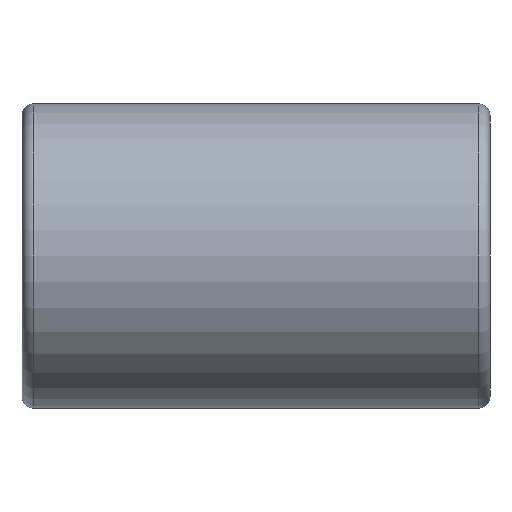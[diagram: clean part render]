
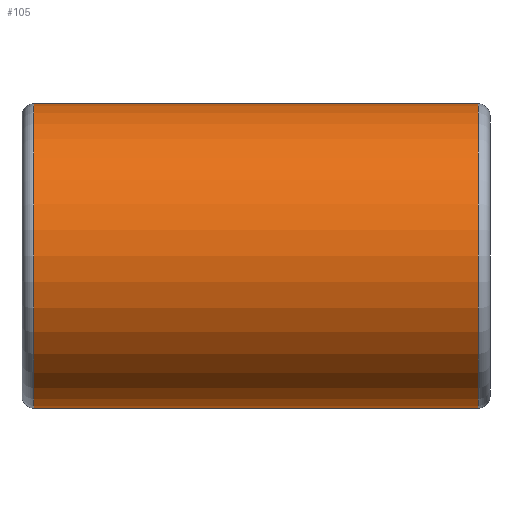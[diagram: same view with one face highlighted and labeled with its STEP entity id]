
A CAD part, left-side view. The second image highlights one B-rep face of the part: STEP entity #105.
In plain terms, the highlighted cylindrical face has radius 6.5 mm (diameter 13 mm), a partial arc.
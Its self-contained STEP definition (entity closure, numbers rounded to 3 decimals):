
#35 = EDGE_LOOP ( 'NONE', ( #336, #359, #270, #179 ) ) ;
#53 = VECTOR ( 'NONE', #232, 1000. ) ;
#56 = DIRECTION ( 'NONE',  ( 0., -1., 0. ) ) ;
#61 = EDGE_CURVE ( 'NONE', #225, #213, #387, .T. ) ;
#71 = CYLINDRICAL_SURFACE ( 'NONE', #163, 6.5 ) ;
#73 = CARTESIAN_POINT ( 'NONE',  ( 0., -9.5, -6.5 ) ) ;
#105 = ADVANCED_FACE ( 'NONE', ( #150 ), #71, .T. ) ;
#112 = AXIS2_PLACEMENT_3D ( 'NONE', #277, #245, #314 ) ;
#129 = CARTESIAN_POINT ( 'NONE',  ( 0., 10., 0. ) ) ;
#130 = EDGE_CURVE ( 'NONE', #246, #355, #378, .T. ) ;
#149 = CARTESIAN_POINT ( 'NONE',  ( 0., -9.5, 0. ) ) ;
#150 = FACE_OUTER_BOUND ( 'NONE', #35, .T. ) ;
#159 = CARTESIAN_POINT ( 'NONE',  ( 0., -9.5, 6.5 ) ) ;
#161 = VECTOR ( 'NONE', #56, 1000. ) ;
#163 = AXIS2_PLACEMENT_3D ( 'NONE', #129, #375, #345 ) ;
#179 = ORIENTED_EDGE ( 'NONE', *, *, #130, .T. ) ;
#185 = EDGE_CURVE ( 'NONE', #225, #355, #367, .T. ) ;
#193 = CARTESIAN_POINT ( 'NONE',  ( 0., 9.5, -6.5 ) ) ;
#213 = VERTEX_POINT ( 'NONE', #193 ) ;
#225 = VERTEX_POINT ( 'NONE', #320 ) ;
#232 = DIRECTION ( 'NONE',  ( 0., -1., 0. ) ) ;
#245 = DIRECTION ( 'NONE',  ( 0., -1., 0. ) ) ;
#246 = VERTEX_POINT ( 'NONE', #73 ) ;
#267 = CARTESIAN_POINT ( 'NONE',  ( 0., 10., -6.5 ) ) ;
#270 = ORIENTED_EDGE ( 'NONE', *, *, #379, .T. ) ;
#276 = CARTESIAN_POINT ( 'NONE',  ( 0., 10., 6.5 ) ) ;
#277 = CARTESIAN_POINT ( 'NONE',  ( 0., 9.5, 0. ) ) ;
#288 = AXIS2_PLACEMENT_3D ( 'NONE', #149, #349, #341 ) ;
#292 = LINE ( 'NONE', #267, #53 ) ;
#314 = DIRECTION ( 'NONE',  ( 0., 0., 1. ) ) ;
#320 = CARTESIAN_POINT ( 'NONE',  ( 0., 9.5, 6.5 ) ) ;
#336 = ORIENTED_EDGE ( 'NONE', *, *, #185, .F. ) ;
#341 = DIRECTION ( 'NONE',  ( 0., 0., 1. ) ) ;
#345 = DIRECTION ( 'NONE',  ( 0., 0., -1. ) ) ;
#349 = DIRECTION ( 'NONE',  ( 0., 1., 0. ) ) ;
#355 = VERTEX_POINT ( 'NONE', #159 ) ;
#359 = ORIENTED_EDGE ( 'NONE', *, *, #61, .T. ) ;
#367 = LINE ( 'NONE', #276, #161 ) ;
#375 = DIRECTION ( 'NONE',  ( 0., -1., 0. ) ) ;
#378 = CIRCLE ( 'NONE', #288, 6.5 ) ;
#379 = EDGE_CURVE ( 'NONE', #213, #246, #292, .T. ) ;
#387 = CIRCLE ( 'NONE', #112, 6.5 ) ;
